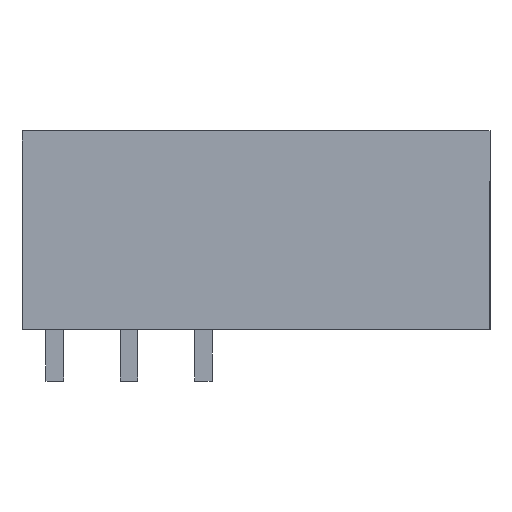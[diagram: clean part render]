
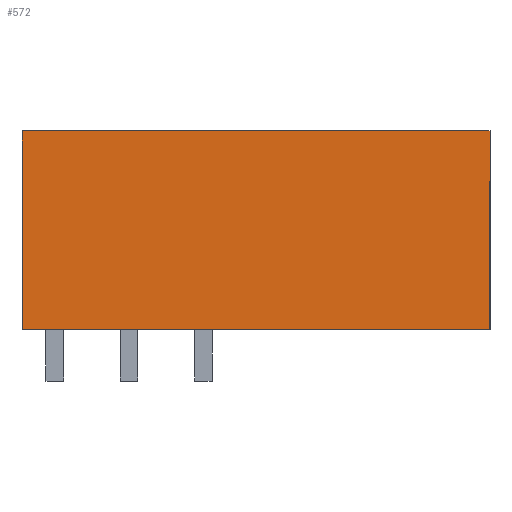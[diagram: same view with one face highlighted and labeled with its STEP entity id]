
A CAD part, left-side view. The second image highlights one B-rep face of the part: STEP entity #572.
In plain terms, the highlighted planar face has unit normal (-1, 0, 0).
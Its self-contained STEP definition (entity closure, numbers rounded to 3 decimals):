
#552=AXIS2_PLACEMENT_3D('Plane Axis2P3D',#549,#550,#551) ;
#42=CARTESIAN_POINT('Vertex',(0.,32.,3.5)) ;
#45=CARTESIAN_POINT('Line Origine',(0.,32.,10.3)) ;
#49=CARTESIAN_POINT('Vertex',(0.,32.,17.1)) ;
#202=CARTESIAN_POINT('Line Origine',(0.,16.,3.5)) ;
#206=CARTESIAN_POINT('Vertex',(0.,0.,3.5)) ;
#549=CARTESIAN_POINT('Axis2P3D Location',(0.,0.,3.5)) ;
#554=CARTESIAN_POINT('Line Origine',(0.,0.,10.3)) ;
#558=CARTESIAN_POINT('Vertex',(0.,0.,17.1)) ;
#561=CARTESIAN_POINT('Line Origine',(0.,16.,17.1)) ;
#46=DIRECTION('Vector Direction',(0.,0.,-1.)) ;
#203=DIRECTION('Vector Direction',(0.,-1.,0.)) ;
#550=DIRECTION('Axis2P3D Direction',(-1.,0.,0.)) ;
#551=DIRECTION('Axis2P3D XDirection',(0.,0.,1.)) ;
#555=DIRECTION('Vector Direction',(0.,0.,1.)) ;
#562=DIRECTION('Vector Direction',(0.,1.,0.)) ;
#47=VECTOR('Line Direction',#46,1.) ;
#204=VECTOR('Line Direction',#203,1.) ;
#556=VECTOR('Line Direction',#555,1.) ;
#563=VECTOR('Line Direction',#562,1.) ;
#567=ORIENTED_EDGE('',*,*,#51,.T.) ;
#568=ORIENTED_EDGE('',*,*,#208,.T.) ;
#569=ORIENTED_EDGE('',*,*,#560,.T.) ;
#570=ORIENTED_EDGE('',*,*,#565,.T.) ;
#572=ADVANCED_FACE('HOUSING',(#571),#553,.T.) ;
#51=EDGE_CURVE('',#50,#43,#48,.T.) ;
#208=EDGE_CURVE('',#43,#207,#205,.T.) ;
#560=EDGE_CURVE('',#207,#559,#557,.T.) ;
#565=EDGE_CURVE('',#559,#50,#564,.T.) ;
#566=EDGE_LOOP('',(#567,#568,#569,#570)) ;
#571=FACE_OUTER_BOUND('',#566,.T.) ;
#48=LINE('Line',#45,#47) ;
#205=LINE('Line',#202,#204) ;
#557=LINE('Line',#554,#556) ;
#564=LINE('Line',#561,#563) ;
#553=PLANE('',#552) ;
#43=VERTEX_POINT('',#42) ;
#50=VERTEX_POINT('',#49) ;
#207=VERTEX_POINT('',#206) ;
#559=VERTEX_POINT('',#558) ;
